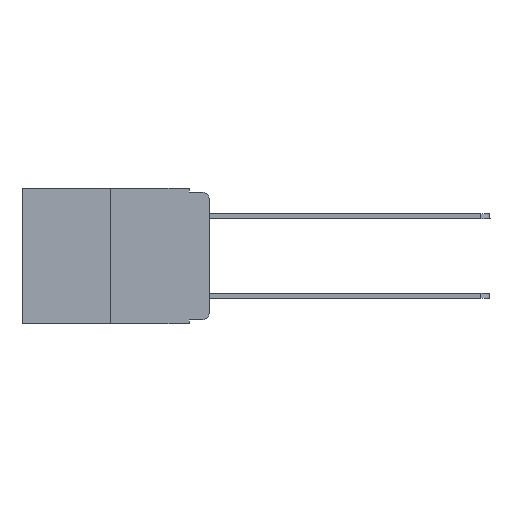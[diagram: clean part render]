
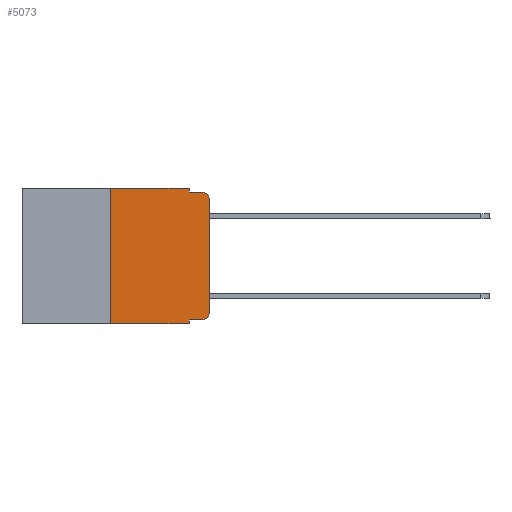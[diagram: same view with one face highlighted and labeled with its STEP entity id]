
A CAD part, left-side view. The second image highlights one B-rep face of the part: STEP entity #5073.
In plain terms, the highlighted planar face has unit normal (-1, 0, 0).
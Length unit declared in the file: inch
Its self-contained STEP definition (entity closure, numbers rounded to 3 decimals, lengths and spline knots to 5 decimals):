
#22 = ORIENTED_EDGE ( 'NONE', *, *, #15924, .F. ) ;
#39 = CARTESIAN_POINT ( 'NONE',  ( 0., 0.051, -0.343 ) ) ;
#68 = LINE ( 'NONE', #17099, #7139 ) ;
#1038 = DIRECTION ( 'NONE',  ( 0., 0., 1. ) ) ;
#1187 = VERTEX_POINT ( 'NONE', #3888 ) ;
#1213 = VERTEX_POINT ( 'NONE', #18047 ) ;
#1838 = VERTEX_POINT ( 'NONE', #13322 ) ;
#2254 = CARTESIAN_POINT ( 'NONE',  ( 0., 0.473, -0.343 ) ) ;
#2729 = DIRECTION ( 'NONE',  ( 0., 0., -1. ) ) ;
#3221 = EDGE_CURVE ( 'NONE', #1838, #1213, #4094, .T. ) ;
#3282 = ORIENTED_EDGE ( 'NONE', *, *, #13775, .F. ) ;
#3845 = CARTESIAN_POINT ( 'NONE',  ( 0., 0.02, -0.333 ) ) ;
#3888 = CARTESIAN_POINT ( 'NONE',  ( 0., 0.25, -0.343 ) ) ;
#4094 = LINE ( 'NONE', #11151, #19423 ) ;
#4846 = DIRECTION ( 'NONE',  ( 0., 0., 1. ) ) ;
#5001 = AXIS2_PLACEMENT_3D ( 'NONE', #11526, #14719, #9968 ) ;
#5073 = ADVANCED_FACE ( 'NONE', ( #7195 ), #16912, .F. ) ;
#5394 = DIRECTION ( 'NONE',  ( 0., -1., 0. ) ) ;
#5428 = DIRECTION ( 'NONE',  ( 0., -1., 0. ) ) ;
#5453 = CIRCLE ( 'NONE', #8492, 0.02 ) ;
#6260 = ORIENTED_EDGE ( 'NONE', *, *, #13631, .T. ) ;
#6377 = VECTOR ( 'NONE', #5394, 39.37008 ) ;
#6798 = VERTEX_POINT ( 'NONE', #13246 ) ;
#7094 = EDGE_CURVE ( 'NONE', #13817, #15205, #68, .T. ) ;
#7128 = VECTOR ( 'NONE', #1038, 39.37008 ) ;
#7139 = VECTOR ( 'NONE', #10689, 39.37008 ) ;
#7195 = FACE_OUTER_BOUND ( 'NONE', #8809, .T. ) ;
#7332 = EDGE_CURVE ( 'NONE', #1187, #13421, #9759, .T. ) ;
#7474 = LINE ( 'NONE', #19953, #19383 ) ;
#7758 = ORIENTED_EDGE ( 'NONE', *, *, #7094, .T. ) ;
#7800 = DIRECTION ( 'NONE',  ( -1., 0., 0. ) ) ;
#8065 = ORIENTED_EDGE ( 'NONE', *, *, #12699, .T. ) ;
#8492 = AXIS2_PLACEMENT_3D ( 'NONE', #10898, #7800, #18602 ) ;
#8744 = LINE ( 'NONE', #10453, #19210 ) ;
#8786 = EDGE_CURVE ( 'NONE', #13817, #13421, #8744, .T. ) ;
#8809 = EDGE_LOOP ( 'NONE', ( #17113, #8065, #22, #16610, #13896, #3282, #18974, #9635, #7758, #6260 ) ) ;
#9115 = VECTOR ( 'NONE', #4846, 39.37008 ) ;
#9203 = CARTESIAN_POINT ( 'NONE',  ( 0., 0.25, 0. ) ) ;
#9635 = ORIENTED_EDGE ( 'NONE', *, *, #8786, .F. ) ;
#9759 = LINE ( 'NONE', #2254, #6377 ) ;
#9968 = DIRECTION ( 'NONE',  ( 0., 0., -1. ) ) ;
#10428 = CARTESIAN_POINT ( 'NONE',  ( 0., 0.473, 0. ) ) ;
#10453 = CARTESIAN_POINT ( 'NONE',  ( 0., 0.051, 0. ) ) ;
#10612 = VECTOR ( 'NONE', #5428, 39.37008 ) ;
#10689 = DIRECTION ( 'NONE',  ( 0., -1., 0. ) ) ;
#10708 = EDGE_CURVE ( 'NONE', #19454, #1838, #14727, .T. ) ;
#10898 = CARTESIAN_POINT ( 'NONE',  ( 0., 0.02, -0.03 ) ) ;
#11020 = VERTEX_POINT ( 'NONE', #11516 ) ;
#11151 = CARTESIAN_POINT ( 'NONE',  ( 0., 0.051, 0. ) ) ;
#11490 = EDGE_CURVE ( 'NONE', #11020, #13280, #11529, .T. ) ;
#11516 = CARTESIAN_POINT ( 'NONE',  ( 0., 0., -0.313 ) ) ;
#11526 = CARTESIAN_POINT ( 'NONE',  ( 0., 0.02, -0.313 ) ) ;
#11529 = LINE ( 'NONE', #12479, #9115 ) ;
#11932 = CARTESIAN_POINT ( 'NONE',  ( 0., 0.051, -0.333 ) ) ;
#12017 = CARTESIAN_POINT ( 'NONE',  ( 0., 0., -0.03 ) ) ;
#12479 = CARTESIAN_POINT ( 'NONE',  ( 0., 0., 0. ) ) ;
#12699 = EDGE_CURVE ( 'NONE', #13280, #6798, #5453, .T. ) ;
#13246 = CARTESIAN_POINT ( 'NONE',  ( 0., 0.02, -0.01 ) ) ;
#13280 = VERTEX_POINT ( 'NONE', #12017 ) ;
#13322 = CARTESIAN_POINT ( 'NONE',  ( 0., 0.051, 0. ) ) ;
#13421 = VERTEX_POINT ( 'NONE', #39 ) ;
#13631 = EDGE_CURVE ( 'NONE', #15205, #11020, #13864, .T. ) ;
#13775 = EDGE_CURVE ( 'NONE', #1187, #19454, #15349, .T. ) ;
#13817 = VERTEX_POINT ( 'NONE', #11932 ) ;
#13864 = CIRCLE ( 'NONE', #5001, 0.02 ) ;
#13896 = ORIENTED_EDGE ( 'NONE', *, *, #10708, .F. ) ;
#14719 = DIRECTION ( 'NONE',  ( -1., 0., 0. ) ) ;
#14727 = LINE ( 'NONE', #14767, #10612 ) ;
#14767 = CARTESIAN_POINT ( 'NONE',  ( 0., 0.473, 0. ) ) ;
#15205 = VERTEX_POINT ( 'NONE', #3845 ) ;
#15226 = DIRECTION ( 'NONE',  ( 0., -1., 0. ) ) ;
#15349 = LINE ( 'NONE', #19801, #7128 ) ;
#15924 = EDGE_CURVE ( 'NONE', #1213, #6798, #7474, .T. ) ;
#16610 = ORIENTED_EDGE ( 'NONE', *, *, #3221, .F. ) ;
#16912 = PLANE ( 'NONE',  #19355 ) ;
#17099 = CARTESIAN_POINT ( 'NONE',  ( 0., 0.051, -0.333 ) ) ;
#17113 = ORIENTED_EDGE ( 'NONE', *, *, #11490, .T. ) ;
#17116 = DIRECTION ( 'NONE',  ( 1., 0., 0. ) ) ;
#17500 = DIRECTION ( 'NONE',  ( 0., 0., -1. ) ) ;
#18047 = CARTESIAN_POINT ( 'NONE',  ( 0., 0.051, -0.01 ) ) ;
#18602 = DIRECTION ( 'NONE',  ( 0., 0., -1. ) ) ;
#18739 = DIRECTION ( 'NONE',  ( 0., 0., -1. ) ) ;
#18974 = ORIENTED_EDGE ( 'NONE', *, *, #7332, .T. ) ;
#19210 = VECTOR ( 'NONE', #2729, 39.37008 ) ;
#19355 = AXIS2_PLACEMENT_3D ( 'NONE', #10428, #17116, #18739 ) ;
#19383 = VECTOR ( 'NONE', #15226, 39.37008 ) ;
#19423 = VECTOR ( 'NONE', #17500, 39.37008 ) ;
#19454 = VERTEX_POINT ( 'NONE', #9203 ) ;
#19801 = CARTESIAN_POINT ( 'NONE',  ( 0., 0.25, 0. ) ) ;
#19953 = CARTESIAN_POINT ( 'NONE',  ( 0., 0.051, -0.01 ) ) ;
